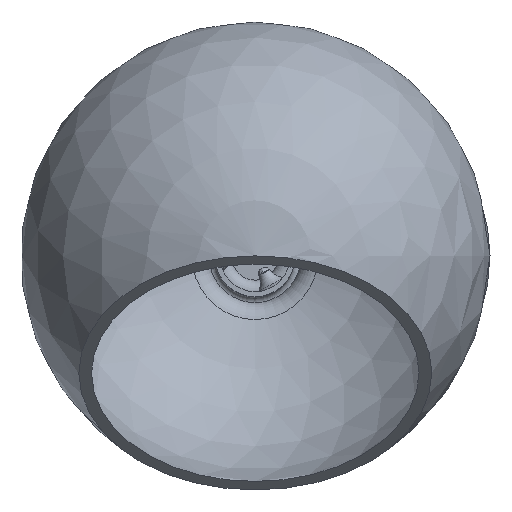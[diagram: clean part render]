
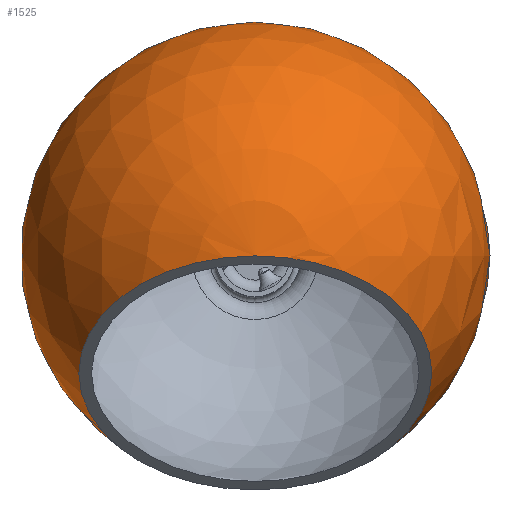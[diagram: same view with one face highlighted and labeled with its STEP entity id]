
A CAD part, top view. The second image highlights one B-rep face of the part: STEP entity #1525.
In plain terms, the highlighted spherical face has radius 100 mm.
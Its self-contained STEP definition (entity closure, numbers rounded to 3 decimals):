
#30=SPHERICAL_SURFACE('',#1821,100.);
#256=FACE_OUTER_BOUND('',#359,.T.);
#359=EDGE_LOOP('',(#1384,#1385,#1386,#1387,#1388,#1389));
#543=CIRCLE('',#1819,75.);
#545=CIRCLE('',#1822,0.025);
#546=CIRCLE('',#1823,100.);
#547=CIRCLE('',#1824,27.83);
#548=CIRCLE('',#1825,27.83);
#718=VERTEX_POINT('',#3618);
#719=VERTEX_POINT('',#3619);
#721=VERTEX_POINT('',#3626);
#722=VERTEX_POINT('',#3628);
#943=EDGE_CURVE('',#719,#718,#543,.T.);
#945=EDGE_CURVE('',#718,#719,#545,.T.);
#946=EDGE_CURVE('',#719,#721,#546,.T.);
#947=EDGE_CURVE('',#722,#721,#547,.T.);
#948=EDGE_CURVE('',#721,#722,#548,.T.);
#1384=ORIENTED_EDGE('',*,*,#943,.T.);
#1385=ORIENTED_EDGE('',*,*,#945,.T.);
#1386=ORIENTED_EDGE('',*,*,#946,.T.);
#1387=ORIENTED_EDGE('',*,*,#947,.F.);
#1388=ORIENTED_EDGE('',*,*,#948,.F.);
#1389=ORIENTED_EDGE('',*,*,#946,.F.);
#1525=ADVANCED_FACE('',(#256),#30,.T.);
#1819=AXIS2_PLACEMENT_3D('',#3621,#2303,#2304);
#1821=AXIS2_PLACEMENT_3D('',#3624,#2307,#2308);
#1822=AXIS2_PLACEMENT_3D('',#3625,#2309,#2310);
#1823=AXIS2_PLACEMENT_3D('',#3627,#2311,#2312);
#1824=AXIS2_PLACEMENT_3D('',#3629,#2313,#2314);
#1825=AXIS2_PLACEMENT_3D('',#3630,#2315,#2316);
#2303=DIRECTION('center_axis',(0.,-0.75,-0.661));
#2304=DIRECTION('ref_axis',(0.,-0.661,0.75));
#2307=DIRECTION('center_axis',(0.,0.,1.));
#2308=DIRECTION('ref_axis',(1.,0.,0.));
#2309=DIRECTION('center_axis',(0.,0.,-1.));
#2310=DIRECTION('ref_axis',(-1.,0.,0.));
#2311=DIRECTION('center_axis',(0.,-1.,0.));
#2312=DIRECTION('ref_axis',(-1.,0.,0.));
#2313=DIRECTION('center_axis',(0.,0.,-1.));
#2314=DIRECTION('ref_axis',(-1.,0.,0.));
#2315=DIRECTION('center_axis',(0.,0.,-1.));
#2316=DIRECTION('ref_axis',(-1.,0.,0.));
#3618=CARTESIAN_POINT('',(0.025,0.,270.312));
#3619=CARTESIAN_POINT('',(-0.025,0.,270.312));
#3621=CARTESIAN_POINT('Origin',(0.,49.608,214.062));
#3624=CARTESIAN_POINT('Origin',(0.,0.,170.312));
#3625=CARTESIAN_POINT('Origin',(0.,0.,270.312));
#3626=CARTESIAN_POINT('',(-27.83,0.,74.263));
#3627=CARTESIAN_POINT('Origin',(0.,0.,170.312));
#3628=CARTESIAN_POINT('',(27.83,0.,74.263));
#3629=CARTESIAN_POINT('Origin',(0.,0.,74.263));
#3630=CARTESIAN_POINT('Origin',(0.,0.,74.263));
